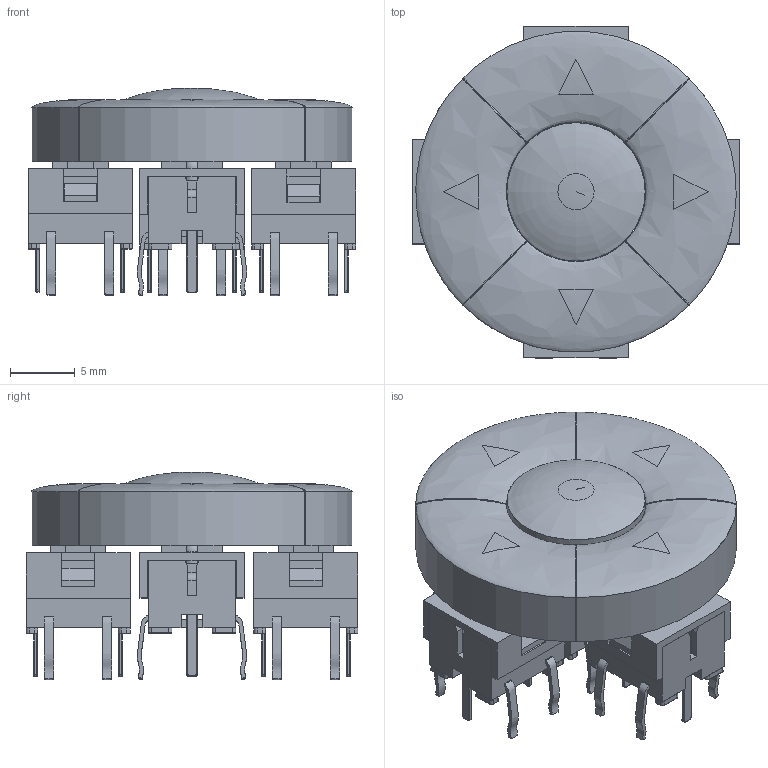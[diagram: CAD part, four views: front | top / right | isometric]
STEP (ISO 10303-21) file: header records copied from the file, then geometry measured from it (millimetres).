
FILE_DESCRIPTION(('FreeCAD Model'),'2;1');
FILE_NAME('Open CASCADE Shape Model','2025-04-26T08:57:35',('FreeCAD'),( 'FreeCAD'),'Open CASCADE STEP processor 7.6','FreeCAD','Unknown');
FILE_SCHEMA(('AUTOMOTIVE_DESIGN { 1 0 10303 214 1 1 1 1 }'));
Length unit declared in the file: millimetre
Products named in the file (1): Open CASCADE STEP translator 7.6 1
Bounding box: 25.35 x 25.68 x 16.08 mm (x, y, z)
Volume: 2388.2 mm3; surface area: 7726.9 mm2
Topology: 80 solids, 80 shells, 1949 faces, 5019 edges, 3204 vertices
Faces by surface type: plane 1247, cylinder 469, torus 160, bspline 68, sphere 5
Full cylindrical faces by diameter (mm): 1.5 x5, 2.8 x2, 9.52 x1, 10.7 x1
Entity records: 68409 total; most frequent: CARTESIAN_POINT 21332, ORIENTED_EDGE 10024, DIRECTION 9261, EDGE_CURVE 5012, LINE 3615, VECTOR 3615, VERTEX_POINT 3204, AXIS2_PLACEMENT_3D 2823
